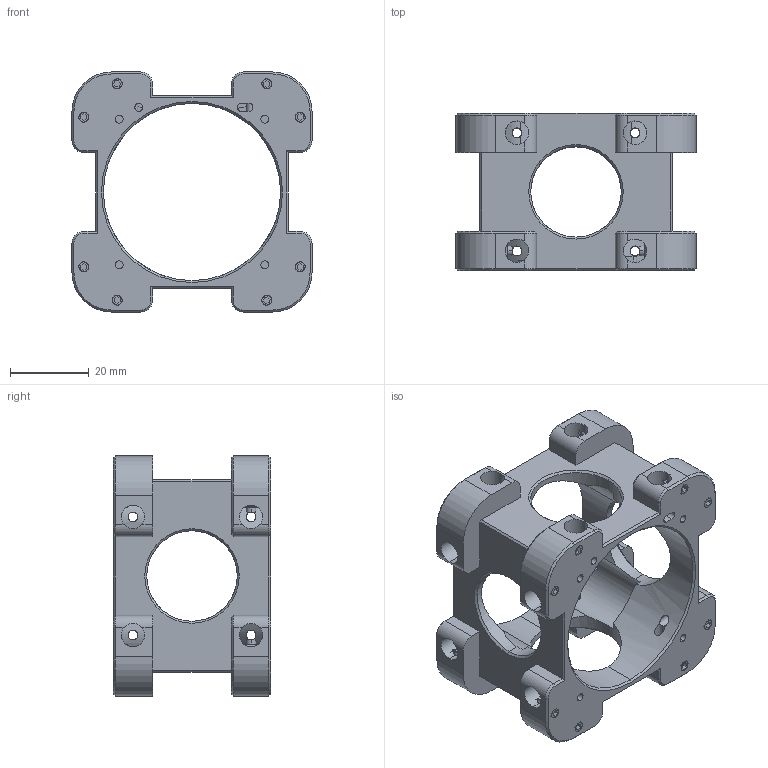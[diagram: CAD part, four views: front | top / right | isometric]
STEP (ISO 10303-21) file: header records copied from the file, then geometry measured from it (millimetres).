
FILE_DESCRIPTION (( 'STEP AP203' ), '1' );
FILE_NAME ('GCT-070201 俋倰芞.STEP', '2017-01-11T08:06:43', ( 'Lxtx999.CoM' ), ( 'Lxtx999.CoM' ), 'SwSTEP 2.0', 'SolidWorks 2012', '' );
FILE_SCHEMA (( 'CONFIG_CONTROL_DESIGN' ));
Length unit declared in the file: centimetre
Products named in the file (1): GCT-070201 俋倰芞
Bounding box: 61 x 40 x 61 mm (x, y, z)
Surface area: 20858.2 mm2 (no closed solid volume)
Topology: 0 solids, 17 shells, 566 faces, 1550 edges, 952 vertices
Faces by surface type: plane 239, cylinder 185, cone 142
Entity records: 19111 total; most frequent: CARTESIAN_POINT 4912, DIRECTION 2938, ORIENTED_EDGE 2862, EDGE_CURVE 1518, AXIS2_PLACEMENT_3D 1004, VERTEX_POINT 952, VECTOR 930, LINE 930
